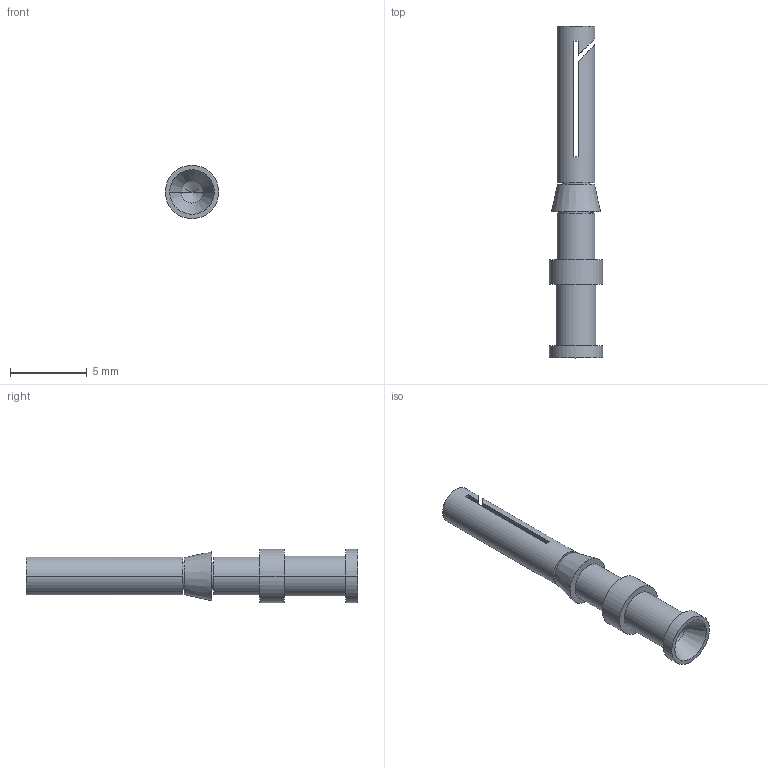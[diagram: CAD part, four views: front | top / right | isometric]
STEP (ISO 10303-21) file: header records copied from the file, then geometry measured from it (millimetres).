
FILE_DESCRIPTION(('Creo Elements/Direct Modeling STEP Export'),'2;1');
FILE_NAME('0ln7uvk48h6i4kd2188','2017-01-02T13:08:37',(''),(''),'PTC Creo Elements/Direct Modeling STEP processor for AP214 (Solid Model)','PTC Creo Elements/Direct Modeling 19.0E 27-Jun-2016 (C) Parametric Technology GmbH','');
FILE_SCHEMA(('AUTOMOTIVE_DESIGN { 1 0 10303 214 1 1 1 1 }'));
Length unit declared in the file: millimetre
Products named in the file (2): RDF2D_1.0
Assembly tree (1 placements, depth 2):
  RDF2D_1.0
    RDF2D_1.0
Bounding box: 3.47 x 21.6 x 3.47 mm (x, y, z)
Volume: 81 mm3; surface area: 304.7 mm2
Topology: 1 solids, 1 shells, 55 faces, 130 edges, 80 vertices
Faces by surface type: plane 23, cylinder 21, cone 9, torus 2
Entity records: 1851 total; most frequent: ORIENTED_EDGE 252, CARTESIAN_POINT 240, DIRECTION 217, EDGE_CURVE 126, AXIS2_PLACEMENT_3D 83, VERTEX_POINT 80, EDGE_LOOP 64, COLOUR_RGB 56
